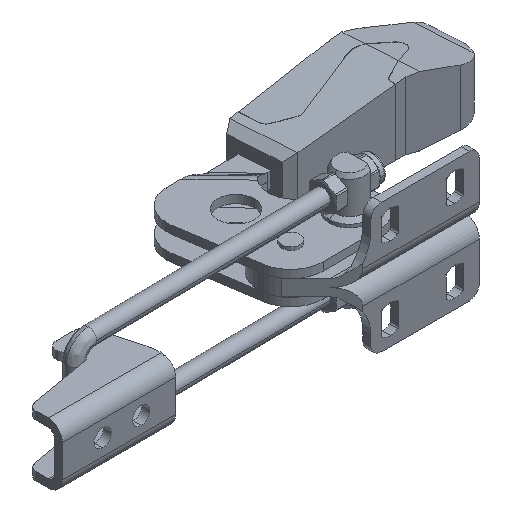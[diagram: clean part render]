
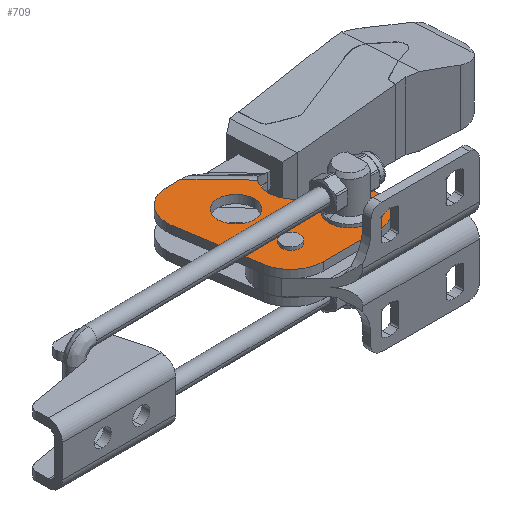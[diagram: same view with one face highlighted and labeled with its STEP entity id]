
A CAD part, isometric view. The second image highlights one B-rep face of the part: STEP entity #709.
In plain terms, the highlighted planar face has unit normal (0, 0, 1).
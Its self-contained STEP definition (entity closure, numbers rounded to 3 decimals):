
#709=ADVANCED_FACE('NONE',(#1724,#1725,#1726,#1727),#1728,.T.);
#1724=FACE_OUTER_BOUND('',#3049,.T.);
#1725=FACE_BOUND('',#3050,.T.);
#1726=FACE_BOUND('',#3051,.T.);
#1727=FACE_BOUND('',#3052,.T.);
#1728=PLANE('',#3053);
#3049=EDGE_LOOP('',(#5427,#5428,#5429,#5430,#5431,#5432,#5433,#5434,#5435,#5436,#5437,#5438));
#3050=EDGE_LOOP('',(#5439,#5440));
#3051=EDGE_LOOP('',(#5441,#5442));
#3052=EDGE_LOOP('',(#5443,#5444));
#3053=AXIS2_PLACEMENT_3D('',#5445,#5446,#5447);
#5427=ORIENTED_EDGE('',*,*,#8628,.T.);
#5428=ORIENTED_EDGE('',*,*,#8505,.T.);
#5429=ORIENTED_EDGE('',*,*,#8483,.T.);
#5430=ORIENTED_EDGE('',*,*,#8626,.F.);
#5431=ORIENTED_EDGE('',*,*,#8574,.T.);
#5432=ORIENTED_EDGE('',*,*,#8629,.T.);
#5433=ORIENTED_EDGE('',*,*,#8509,.T.);
#5434=ORIENTED_EDGE('',*,*,#8630,.T.);
#5435=ORIENTED_EDGE('',*,*,#8631,.T.);
#5436=ORIENTED_EDGE('',*,*,#8632,.T.);
#5437=ORIENTED_EDGE('',*,*,#8633,.T.);
#5438=ORIENTED_EDGE('',*,*,#8456,.T.);
#5439=ORIENTED_EDGE('',*,*,#8634,.T.);
#5440=ORIENTED_EDGE('',*,*,#8524,.T.);
#5441=ORIENTED_EDGE('',*,*,#8635,.T.);
#5442=ORIENTED_EDGE('',*,*,#8519,.T.);
#5443=ORIENTED_EDGE('',*,*,#8636,.T.);
#5444=ORIENTED_EDGE('',*,*,#8514,.T.);
#5445=CARTESIAN_POINT('',(-27.162,68.282,8.0));
#5446=DIRECTION('',(-0.0,0.0,1.0));
#5447=DIRECTION('',(1.0,0.0,0.0));
#8456=EDGE_CURVE('NONE',#10174,#10178,#10180,.T.);
#8483=EDGE_CURVE('NONE',#10227,#10228,#10229,.T.);
#8505=EDGE_CURVE('NONE',#10270,#10227,#10271,.T.);
#8509=EDGE_CURVE('NONE',#10276,#10277,#10278,.T.);
#8514=EDGE_CURVE('NONE',#10285,#10286,#10287,.T.);
#8519=EDGE_CURVE('NONE',#10294,#10295,#10296,.T.);
#8524=EDGE_CURVE('NONE',#10303,#10304,#10305,.T.);
#8574=EDGE_CURVE('NONE',#10376,#10374,#10377,.T.);
#8626=EDGE_CURVE('NONE',#10376,#10228,#10443,.T.);
#8628=EDGE_CURVE('NONE',#10178,#10270,#10445,.T.);
#8629=EDGE_CURVE('NONE',#10374,#10276,#10446,.T.);
#8630=EDGE_CURVE('NONE',#10277,#10447,#10448,.T.);
#8631=EDGE_CURVE('NONE',#10447,#10449,#10450,.T.);
#8632=EDGE_CURVE('NONE',#10449,#10451,#10452,.T.);
#8633=EDGE_CURVE('NONE',#10451,#10174,#10453,.T.);
#8634=EDGE_CURVE('NONE',#10304,#10303,#10454,.T.);
#8635=EDGE_CURVE('NONE',#10295,#10294,#10455,.T.);
#8636=EDGE_CURVE('NONE',#10286,#10285,#10456,.T.);
#10174=VERTEX_POINT('',#12668);
#10178=VERTEX_POINT('NONE',#12673);
#10180=CIRCLE('',#12676,15.0);
#10227=VERTEX_POINT('NONE',#12733);
#10228=VERTEX_POINT('NONE',#12734);
#10229=CIRCLE('',#12735,13.0);
#10270=VERTEX_POINT('NONE',#12871);
#10271=CIRCLE('',#12872,13.0);
#10276=VERTEX_POINT('NONE',#12878);
#10277=VERTEX_POINT('NONE',#12879);
#10278=CIRCLE('',#12880,15.0);
#10285=VERTEX_POINT('NONE',#12889);
#10286=VERTEX_POINT('NONE',#12890);
#10287=CIRCLE('',#12891,9.0);
#10294=VERTEX_POINT('NONE',#12900);
#10295=VERTEX_POINT('NONE',#12901);
#10296=CIRCLE('',#12902,3.0);
#10303=VERTEX_POINT('NONE',#12911);
#10304=VERTEX_POINT('NONE',#12912);
#10305=CIRCLE('',#12913,9.0);
#10374=VERTEX_POINT('NONE',#13039);
#10376=VERTEX_POINT('NONE',#13042);
#10377=LINE('',#13043,#13044);
#10443=LINE('',#13176,#13177);
#10445=LINE('',#13179,#13180);
#10446=CIRCLE('',#13181,15.0);
#10447=VERTEX_POINT('NONE',#13182);
#10448=LINE('',#13183,#13184);
#10449=VERTEX_POINT('NONE',#13185);
#10450=CIRCLE('',#13186,16.0);
#10451=VERTEX_POINT('NONE',#13187);
#10452=LINE('',#13188,#13189);
#10453=CIRCLE('',#13190,15.0);
#10454=CIRCLE('',#13191,9.0);
#10455=CIRCLE('',#13192,3.0);
#10456=CIRCLE('',#13193,9.0);
#12668=CARTESIAN_POINT('',(22.783,27.935,8.0));
#12673=CARTESIAN_POINT('',(8.3,42.927,8.0));
#12676=AXIS2_PLACEMENT_3D('',#16457,#16458,#16459);
#12733=CARTESIAN_POINT('',(-4.324,55.921,8.0));
#12734=CARTESIAN_POINT('',(-1.512,63.997,8.0));
#12735=AXIS2_PLACEMENT_3D('',#16500,#16501,#16502);
#12871=CARTESIAN_POINT('',(8.228,42.929,8.0));
#12872=AXIS2_PLACEMENT_3D('',#16521,#16522,#16523);
#12878=CARTESIAN_POINT('',(-42.162,68.282,8.0));
#12879=CARTESIAN_POINT('',(-41.994,66.04,8.0));
#12880=AXIS2_PLACEMENT_3D('',#16528,#16529,#16530);
#12889=CARTESIAN_POINT('',(-10.235,56.883,8.0));
#12890=CARTESIAN_POINT('',(-28.235,56.883,8.0));
#12891=AXIS2_PLACEMENT_3D('',#16536,#16537,#16538);
#12900=CARTESIAN_POINT('',(-17.2,28.9,8.0));
#12901=CARTESIAN_POINT('',(-23.2,28.9,8.0));
#12902=AXIS2_PLACEMENT_3D('',#16544,#16545,#16546);
#12911=CARTESIAN_POINT('',(16.783,27.935,8.0));
#12912=CARTESIAN_POINT('',(-1.217,27.935,8.0));
#12913=AXIS2_PLACEMENT_3D('',#16552,#16553,#16554);
#13039=CARTESIAN_POINT('',(-27.431,83.279,8.0));
#13042=CARTESIAN_POINT('',(-19.996,83.412,8.0));
#13043=CARTESIAN_POINT('',(8.904,83.93,8.0));
#13044=VECTOR('',#16618,1000.0);
#13176=CARTESIAN_POINT('',(-29.086,92.96,8.0));
#13177=VECTOR('',#16663,1000.0);
#13179=CARTESIAN_POINT('',(8.3,42.927,8.0));
#13180=VECTOR('',#16664,1000.0);
#13181=AXIS2_PLACEMENT_3D('',#16665,#16666,#16667);
#13182=CARTESIAN_POINT('',(-36.02,26.509,8.0));
#13183=CARTESIAN_POINT('',(-41.994,66.04,8.0));
#13184=VECTOR('',#16668,1000.0);
#13185=CARTESIAN_POINT('',(-20.18,12.9,8.0));
#13186=AXIS2_PLACEMENT_3D('',#16669,#16670,#16671);
#13187=CARTESIAN_POINT('',(7.802,12.935,8.0));
#13188=CARTESIAN_POINT('',(-20.18,12.9,8.0));
#13189=VECTOR('',#16672,1000.0);
#13190=AXIS2_PLACEMENT_3D('',#16673,#16674,#16675);
#13191=AXIS2_PLACEMENT_3D('',#16676,#16677,#16678);
#13192=AXIS2_PLACEMENT_3D('',#16679,#16680,#16681);
#13193=AXIS2_PLACEMENT_3D('',#16682,#16683,#16684);
#16457=CARTESIAN_POINT('',(7.783,27.935,8.0));
#16458=DIRECTION('',(0.0,0.0,1.0));
#16459=DIRECTION('',(-1.0,0.0,0.0));
#16500=CARTESIAN_POINT('',(8.676,55.921,8.0));
#16501=DIRECTION('',(0.0,0.0,-1.0));
#16502=DIRECTION('',(-1.0,0.0,0.0));
#16521=CARTESIAN_POINT('',(8.676,55.921,8.0));
#16522=DIRECTION('',(0.0,0.0,-1.0));
#16523=DIRECTION('',(-1.0,0.0,0.0));
#16528=CARTESIAN_POINT('',(-27.162,68.282,8.0));
#16529=DIRECTION('',(0.0,0.0,1.0));
#16530=DIRECTION('',(-1.0,0.0,0.0));
#16536=CARTESIAN_POINT('',(-19.235,56.883,8.0));
#16537=DIRECTION('',(0.0,0.0,-1.0));
#16538=DIRECTION('',(-1.0,0.0,0.0));
#16544=CARTESIAN_POINT('',(-20.2,28.9,8.0));
#16545=DIRECTION('',(0.0,0.0,-1.0));
#16546=DIRECTION('',(-1.0,0.0,0.0));
#16552=CARTESIAN_POINT('',(7.783,27.935,8.0));
#16553=DIRECTION('',(0.0,0.0,-1.0));
#16554=DIRECTION('',(-1.0,0.0,0.0));
#16618=DIRECTION('',(-1.,-0.018,-0.0));
#16663=DIRECTION('',(0.69,-0.724,0.0));
#16664=DIRECTION('',(-0.999,0.034,0.0));
#16665=CARTESIAN_POINT('',(-27.162,68.282,8.0));
#16666=DIRECTION('',(0.0,0.0,1.0));
#16667=DIRECTION('',(-1.0,0.,0.0));
#16668=DIRECTION('',(0.149,-0.989,0.0));
#16669=CARTESIAN_POINT('',(-20.2,28.9,8.0));
#16670=DIRECTION('',(0.0,0.0,1.0));
#16671=DIRECTION('',(-1.0,0.0,0.0));
#16672=DIRECTION('',(1.,0.001,0.0));
#16673=CARTESIAN_POINT('',(7.783,27.935,8.0));
#16674=DIRECTION('',(0.0,0.0,1.0));
#16675=DIRECTION('',(-1.0,0.0,0.0));
#16676=CARTESIAN_POINT('',(7.783,27.935,8.0));
#16677=DIRECTION('',(0.0,0.0,-1.0));
#16678=DIRECTION('',(-1.0,0.0,0.0));
#16679=CARTESIAN_POINT('',(-20.2,28.9,8.0));
#16680=DIRECTION('',(0.0,0.0,-1.0));
#16681=DIRECTION('',(-1.0,0.0,0.0));
#16682=CARTESIAN_POINT('',(-19.235,56.883,8.0));
#16683=DIRECTION('',(0.0,0.0,-1.0));
#16684=DIRECTION('',(-1.0,0.0,0.0));
